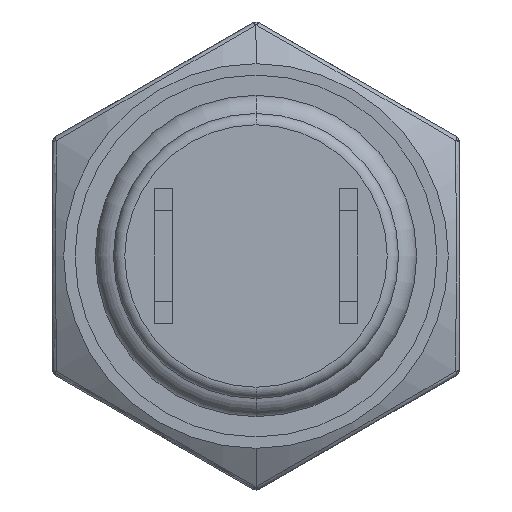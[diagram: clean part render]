
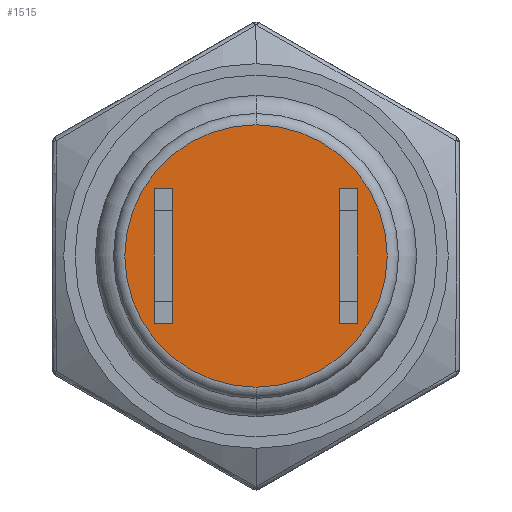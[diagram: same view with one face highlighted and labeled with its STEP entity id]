
A CAD part, front view. The second image highlights one B-rep face of the part: STEP entity #1515.
In plain terms, the highlighted planar face has unit normal (0, -1, 0).
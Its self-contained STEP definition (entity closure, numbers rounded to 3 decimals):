
#557 = FACE_OUTER_BOUND ( 'NONE', #956, .T. ) ;
#656 = EDGE_CURVE ( 'NONE', #2747, #2844, #3465, .T. ) ;
#700 = DIRECTION ( 'NONE',  ( 0., 0., -1. ) ) ;
#824 = CARTESIAN_POINT ( 'NONE',  ( 0., 0., 2.9 ) ) ;
#907 = CARTESIAN_POINT ( 'NONE',  ( 0., 0., 0. ) ) ;
#956 = EDGE_LOOP ( 'NONE', ( #1336, #3189 ) ) ;
#1094 = DIRECTION ( 'NONE',  ( 0., -1., 0. ) ) ;
#1331 = AXIS2_PLACEMENT_3D ( 'NONE', #907, #3090, #1730 ) ;
#1336 = ORIENTED_EDGE ( 'NONE', *, *, #1586, .T. ) ;
#1361 = DIRECTION ( 'NONE',  ( 0., 0., -1. ) ) ;
#1515 = ADVANCED_FACE ( 'NONE', ( #557 ), #1611, .T. ) ;
#1586 = EDGE_CURVE ( 'NONE', #2844, #2747, #2848, .T. ) ;
#1611 = PLANE ( 'NONE',  #2563 ) ;
#1642 = CARTESIAN_POINT ( 'NONE',  ( 0., 0., 0. ) ) ;
#1730 = DIRECTION ( 'NONE',  ( 0., 0., -1. ) ) ;
#2222 = AXIS2_PLACEMENT_3D ( 'NONE', #2344, #3418, #700 ) ;
#2344 = CARTESIAN_POINT ( 'NONE',  ( 0., 0., 0. ) ) ;
#2563 = AXIS2_PLACEMENT_3D ( 'NONE', #1642, #1094, #1361 ) ;
#2747 = VERTEX_POINT ( 'NONE', #824 ) ;
#2814 = CARTESIAN_POINT ( 'NONE',  ( 0., 0., -2.9 ) ) ;
#2844 = VERTEX_POINT ( 'NONE', #2814 ) ;
#2848 = CIRCLE ( 'NONE', #1331, 2.9 ) ;
#3090 = DIRECTION ( 'NONE',  ( 0., -1., 0. ) ) ;
#3189 = ORIENTED_EDGE ( 'NONE', *, *, #656, .T. ) ;
#3418 = DIRECTION ( 'NONE',  ( 0., -1., 0. ) ) ;
#3465 = CIRCLE ( 'NONE', #2222, 2.9 ) ;
